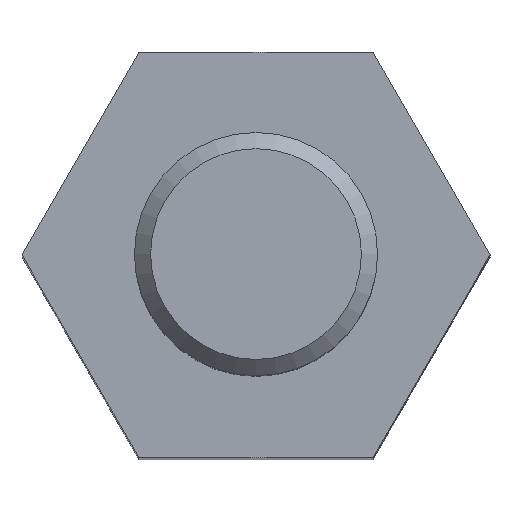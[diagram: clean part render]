
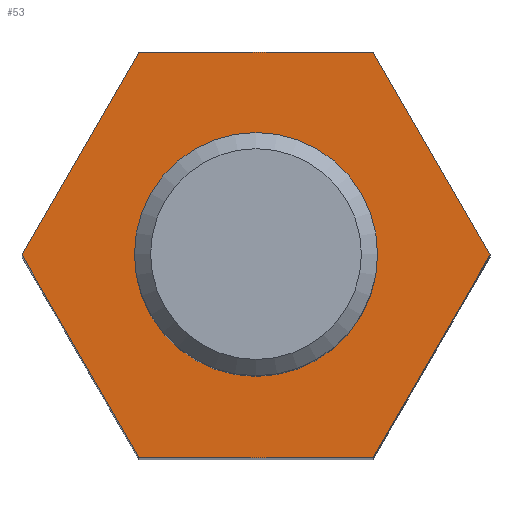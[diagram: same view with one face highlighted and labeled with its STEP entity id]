
A CAD part, top view. The second image highlights one B-rep face of the part: STEP entity #53.
In plain terms, the highlighted planar face has unit normal (0, 0, 1).
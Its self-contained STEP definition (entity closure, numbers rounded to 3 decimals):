
#53 = ADVANCED_FACE( '', ( #123, #124 ), #125, .T. );
#123 = FACE_BOUND( '', #217, .T. );
#124 = FACE_OUTER_BOUND( '', #218, .T. );
#125 = PLANE( '', #219 );
#217 = EDGE_LOOP( '', ( #311 ) );
#218 = EDGE_LOOP( '', ( #312, #313, #314, #315, #316, #317 ) );
#219 = AXIS2_PLACEMENT_3D( '', #318, #319, #320 );
#311 = ORIENTED_EDGE( '', *, *, #488, .T. );
#312 = ORIENTED_EDGE( '', *, *, #489, .T. );
#313 = ORIENTED_EDGE( '', *, *, #490, .T. );
#314 = ORIENTED_EDGE( '', *, *, #491, .T. );
#315 = ORIENTED_EDGE( '', *, *, #492, .T. );
#316 = ORIENTED_EDGE( '', *, *, #493, .T. );
#317 = ORIENTED_EDGE( '', *, *, #494, .T. );
#318 = CARTESIAN_POINT( '', ( 0., 0., 15. ) );
#319 = DIRECTION( '', ( 0., 0., 1. ) );
#320 = DIRECTION( '', ( 1., 0., 0. ) );
#488 = EDGE_CURVE( '', #560, #560, #561, .F. );
#489 = EDGE_CURVE( '', #562, #563, #564, .T. );
#490 = EDGE_CURVE( '', #563, #565, #566, .T. );
#491 = EDGE_CURVE( '', #565, #567, #568, .T. );
#492 = EDGE_CURVE( '', #567, #569, #570, .T. );
#493 = EDGE_CURVE( '', #569, #571, #572, .T. );
#494 = EDGE_CURVE( '', #571, #562, #573, .T. );
#560 = VERTEX_POINT( '', #667 );
#561 = CIRCLE( '', #668, 1.267 );
#562 = VERTEX_POINT( '', #669 );
#563 = VERTEX_POINT( '', #670 );
#564 = LINE( '', #671, #672 );
#565 = VERTEX_POINT( '', #673 );
#566 = LINE( '', #674, #675 );
#567 = VERTEX_POINT( '', #676 );
#568 = LINE( '', #677, #678 );
#569 = VERTEX_POINT( '', #679 );
#570 = LINE( '', #680, #681 );
#571 = VERTEX_POINT( '', #682 );
#572 = LINE( '', #683, #684 );
#573 = LINE( '', #685, #686 );
#667 = CARTESIAN_POINT( '', ( 1.267, 0., 15. ) );
#668 = AXIS2_PLACEMENT_3D( '', #830, #831, #832 );
#669 = CARTESIAN_POINT( '', ( 1.443, 2.5, 15. ) );
#670 = CARTESIAN_POINT( '', ( -1.443, 2.5, 15. ) );
#671 = CARTESIAN_POINT( '', ( 1.443, 2.5, 15. ) );
#672 = VECTOR( '', #833, 1000. );
#673 = CARTESIAN_POINT( '', ( -2.887, 0., 15. ) );
#674 = CARTESIAN_POINT( '', ( -1.443, 2.5, 15. ) );
#675 = VECTOR( '', #834, 1000. );
#676 = CARTESIAN_POINT( '', ( -1.443, -2.5, 15. ) );
#677 = CARTESIAN_POINT( '', ( -2.887, 0., 15. ) );
#678 = VECTOR( '', #835, 1000. );
#679 = CARTESIAN_POINT( '', ( 1.443, -2.5, 15. ) );
#680 = CARTESIAN_POINT( '', ( -1.443, -2.5, 15. ) );
#681 = VECTOR( '', #836, 1000. );
#682 = CARTESIAN_POINT( '', ( 2.887, 0., 15. ) );
#683 = CARTESIAN_POINT( '', ( 1.443, -2.5, 15. ) );
#684 = VECTOR( '', #837, 1000. );
#685 = CARTESIAN_POINT( '', ( 2.887, 0., 15. ) );
#686 = VECTOR( '', #838, 1000. );
#830 = CARTESIAN_POINT( '', ( 0., 0., 15. ) );
#831 = DIRECTION( '', ( 0., 0., 1. ) );
#832 = DIRECTION( '', ( 1., 0., 0. ) );
#833 = DIRECTION( '', ( -1., 0., 0. ) );
#834 = DIRECTION( '', ( -0.5, -0.866, 0. ) );
#835 = DIRECTION( '', ( 0.5, -0.866, 0. ) );
#836 = DIRECTION( '', ( 1., 0., 0. ) );
#837 = DIRECTION( '', ( 0.5, 0.866, 0. ) );
#838 = DIRECTION( '', ( -0.5, 0.866, 0. ) );
